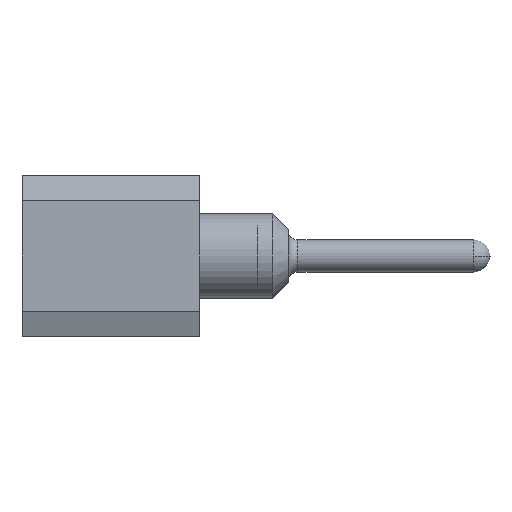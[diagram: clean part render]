
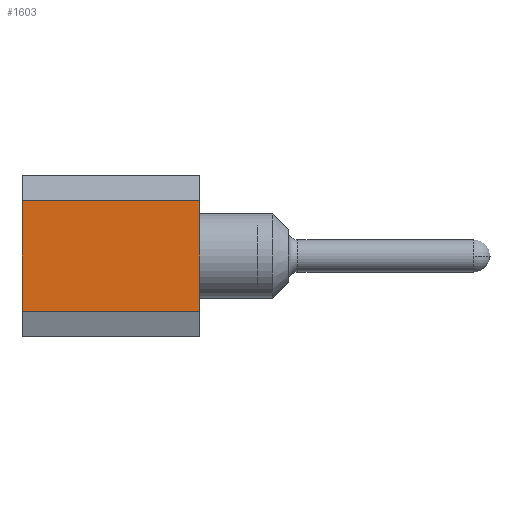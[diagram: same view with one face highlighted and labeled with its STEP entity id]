
A CAD part, left-side view. The second image highlights one B-rep face of the part: STEP entity #1603.
In plain terms, the highlighted planar face has unit normal (-1, 0, 0).
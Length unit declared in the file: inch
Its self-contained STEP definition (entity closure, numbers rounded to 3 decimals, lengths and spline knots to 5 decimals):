
#289 = AXIS2_PLACEMENT_3D ( 'NONE', #7727, #3883, #1168 ) ;
#447 = LINE ( 'NONE', #2699, #4449 ) ;
#571 = CARTESIAN_POINT ( 'NONE',  ( -0.01203, -0.11, -0.08425 ) ) ;
#840 = EDGE_CURVE ( 'NONE', #6235, #6705, #4681, .T. ) ;
#1168 = DIRECTION ( 'NONE',  ( 0., 0., 1. ) ) ;
#1370 = EDGE_CURVE ( 'NONE', #6235, #7898, #4897, .T. ) ;
#1501 = ORIENTED_EDGE ( 'NONE', *, *, #6683, .T. ) ;
#1598 = EDGE_CURVE ( 'NONE', #6705, #7835, #447, .T. ) ;
#1603 = ADVANCED_FACE ( 'NONE', ( #4159 ), #3426, .T. ) ;
#2131 = VECTOR ( 'NONE', #7212, 39.37008 ) ;
#2210 = VECTOR ( 'NONE', #6102, 39.37008 ) ;
#2699 = CARTESIAN_POINT ( 'NONE',  ( -0.01203, 0., -0.08425 ) ) ;
#3337 = ORIENTED_EDGE ( 'NONE', *, *, #840, .F. ) ;
#3426 = PLANE ( 'NONE',  #289 ) ;
#3499 = CARTESIAN_POINT ( 'NONE',  ( -0.01203, -0.11, -0.01575 ) ) ;
#3690 = CARTESIAN_POINT ( 'NONE',  ( -0.01203, -0.11, -0.01575 ) ) ;
#3822 = VECTOR ( 'NONE', #3950, 39.37008 ) ;
#3883 = DIRECTION ( 'NONE',  ( -1., 0., 0. ) ) ;
#3950 = DIRECTION ( 'NONE',  ( 0., 1., 0. ) ) ;
#4159 = FACE_OUTER_BOUND ( 'NONE', #4614, .T. ) ;
#4316 = CARTESIAN_POINT ( 'NONE',  ( -0.01203, 0., -0.08425 ) ) ;
#4449 = VECTOR ( 'NONE', #9268, 39.37008 ) ;
#4614 = EDGE_LOOP ( 'NONE', ( #9000, #3337, #5489, #1501 ) ) ;
#4681 = LINE ( 'NONE', #8485, #3822 ) ;
#4897 = LINE ( 'NONE', #571, #2131 ) ;
#5489 = ORIENTED_EDGE ( 'NONE', *, *, #1370, .T. ) ;
#5576 = CARTESIAN_POINT ( 'NONE',  ( -0.01203, 0., -0.01575 ) ) ;
#6102 = DIRECTION ( 'NONE',  ( 0., 1., 0. ) ) ;
#6235 = VERTEX_POINT ( 'NONE', #7043 ) ;
#6683 = EDGE_CURVE ( 'NONE', #7898, #7835, #7206, .T. ) ;
#6705 = VERTEX_POINT ( 'NONE', #4316 ) ;
#7043 = CARTESIAN_POINT ( 'NONE',  ( -0.01203, -0.11, -0.08425 ) ) ;
#7206 = LINE ( 'NONE', #3690, #2210 ) ;
#7212 = DIRECTION ( 'NONE',  ( 0., 0., 1. ) ) ;
#7727 = CARTESIAN_POINT ( 'NONE',  ( -0.01203, -0.11, -0.08425 ) ) ;
#7835 = VERTEX_POINT ( 'NONE', #5576 ) ;
#7898 = VERTEX_POINT ( 'NONE', #3499 ) ;
#8485 = CARTESIAN_POINT ( 'NONE',  ( -0.01203, -0.11, -0.08425 ) ) ;
#9000 = ORIENTED_EDGE ( 'NONE', *, *, #1598, .F. ) ;
#9268 = DIRECTION ( 'NONE',  ( 0., 0., 1. ) ) ;
